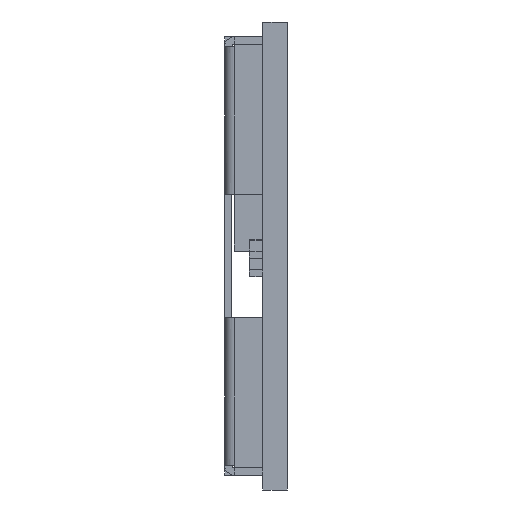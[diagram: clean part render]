
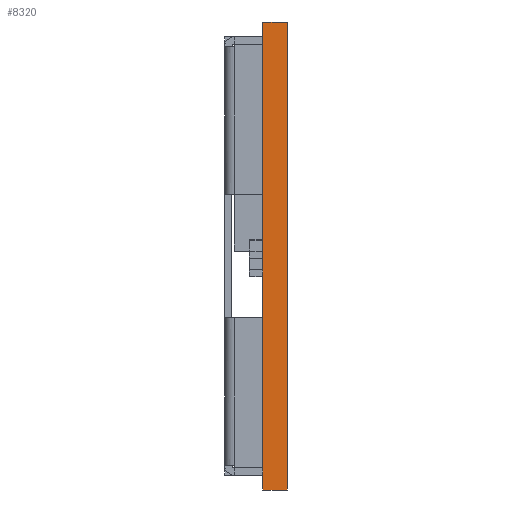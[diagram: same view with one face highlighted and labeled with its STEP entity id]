
A CAD part, left-side view. The second image highlights one B-rep face of the part: STEP entity #8320.
In plain terms, the highlighted planar face has unit normal (-1, 0, 0).
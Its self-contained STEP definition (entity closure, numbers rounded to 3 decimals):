
#345 = CARTESIAN_POINT ( 'NONE',  ( 0., 0., -19. ) ) ;
#353 = CARTESIAN_POINT ( 'NONE',  ( 0., 1., 0. ) ) ;
#3355 = ORIENTED_EDGE ( 'NONE', *, *, #7244, .T. ) ;
#3356 = ORIENTED_EDGE ( 'NONE', *, *, #7245, .F. ) ;
#3357 = ORIENTED_EDGE ( 'NONE', *, *, #7246, .F. ) ;
#3358 = ORIENTED_EDGE ( 'NONE', *, *, #7247, .T. ) ;
#4612 = CARTESIAN_POINT ( 'NONE',  ( 0., 0., 0. ) ) ;
#4613 = DIRECTION ( 'NONE',  ( 0., 0., 1. ) ) ;
#4614 = CARTESIAN_POINT ( 'NONE',  ( 0., 1., 0. ) ) ;
#4615 = DIRECTION ( 'NONE',  ( 0., -1., 0. ) ) ;
#4616 = CARTESIAN_POINT ( 'NONE',  ( 0., 1., 0. ) ) ;
#4617 = DIRECTION ( 'NONE',  ( 0., 0., 1. ) ) ;
#4618 = CARTESIAN_POINT ( 'NONE',  ( 0., 1., -19. ) ) ;
#4619 = DIRECTION ( 'NONE',  ( 0., -1., 0. ) ) ;
#4763 = LINE ( 'NONE', #4612, #4764 ) ;
#4764 = VECTOR ( 'NONE', #4613, 1000. ) ;
#4765 = LINE ( 'NONE', #4614, #4766 ) ;
#4766 = VECTOR ( 'NONE', #4615, 1000. ) ;
#4767 = LINE ( 'NONE', #4616, #4768 ) ;
#4768 = VECTOR ( 'NONE', #4617, 1000. ) ;
#4769 = LINE ( 'NONE', #4618, #4770 ) ;
#4770 = VECTOR ( 'NONE', #4619, 1000. ) ;
#5355 = VERTEX_POINT ( 'NONE', #10953 ) ;
#5634 = CARTESIAN_POINT ( 'NONE',  ( 0., 1., -19. ) ) ;
#5984 = AXIS2_PLACEMENT_3D ( 'NONE', #12050, #12051, #12052 ) ;
#7244 = EDGE_CURVE ( 'NONE', #8400, #5355, #4763, .T. ) ;
#7245 = EDGE_CURVE ( 'NONE', #8408, #5355, #4765, .T. ) ;
#7246 = EDGE_CURVE ( 'NONE', #7568, #8408, #4767, .T. ) ;
#7247 = EDGE_CURVE ( 'NONE', #7568, #8400, #4769, .T. ) ;
#7568 = VERTEX_POINT ( 'NONE', #5634 ) ;
#8320 = ADVANCED_FACE ( 'NONE', ( #11706 ), #12049, .F. ) ;
#8400 = VERTEX_POINT ( 'NONE', #345 ) ;
#8408 = VERTEX_POINT ( 'NONE', #353 ) ;
#10953 = CARTESIAN_POINT ( 'NONE',  ( 0., 0., 0. ) ) ;
#11159 = EDGE_LOOP ( 'NONE', ( #3355, #3356, #3357, #3358 ) ) ;
#11706 = FACE_OUTER_BOUND ( 'NONE', #11159, .T. ) ;
#12049 = PLANE ( 'NONE',  #5984 ) ;
#12050 = CARTESIAN_POINT ( 'NONE',  ( 0., 1., 0. ) ) ;
#12051 = DIRECTION ( 'NONE',  ( 1., 0., 0. ) ) ;
#12052 = DIRECTION ( 'NONE',  ( 0., 0., -1. ) ) ;
